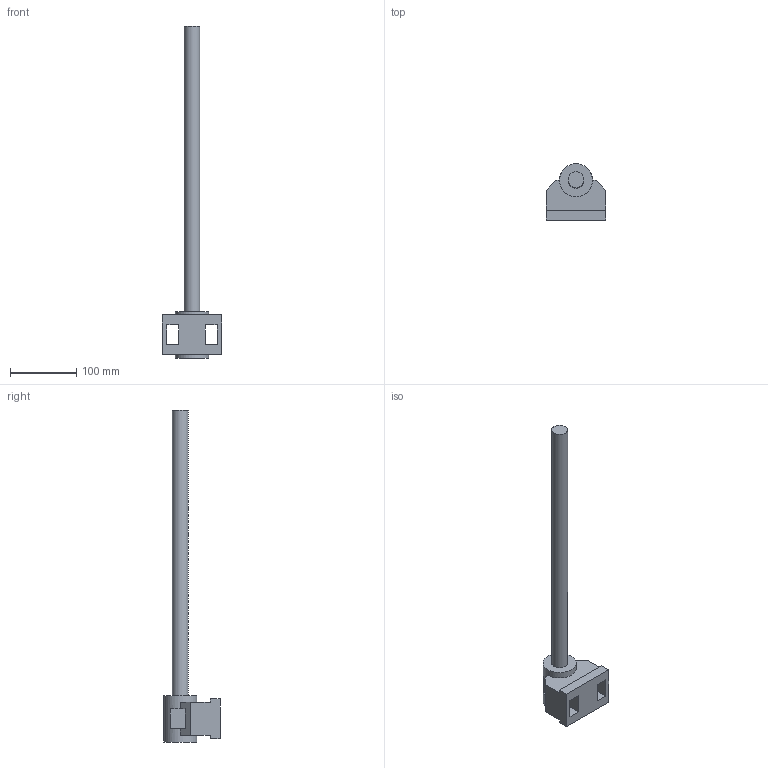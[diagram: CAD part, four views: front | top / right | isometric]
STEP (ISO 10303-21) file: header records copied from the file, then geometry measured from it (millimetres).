
FILE_DESCRIPTION(/* description */ (''),/* implementation_level */ '2;1');
FILE_NAME(/* name */ 'Detail_rode v1.step',/* time_stamp */ '2022-03-09T12:52:10+03:00',/* author */ (''),/* organization */ (''),/* preprocessor_version */ 'ST-DEVELOPER v18.1',/* originating_system */ 'Autodesk Translation Framework v10.13.0.1454',/* authorisation */ '');
FILE_SCHEMA (('AUTOMOTIVE_DESIGN { 1 0 10303 214 3 1 1 }'));
Length unit declared in the file: millimetre
Products named in the file (3): Detail_rode; Detail; Rod
Assembly tree (2 placements, depth 2):
  Detail_rode
    Detail
    Rod
Bounding box: 90 x 85 x 500 mm (x, y, z)
Volume: 489594.1 mm3; surface area: 85189.5 mm2
Topology: 2 solids, 2 shells, 30 faces, 82 edges, 54 vertices
Faces by surface type: plane 27, cylinder 3
Full cylindrical faces by diameter (mm): 24 x2, 50 x1
Entity records: 1039 total; most frequent: CARTESIAN_POINT 171, ORIENTED_EDGE 164, DIRECTION 164, EDGE_CURVE 82, LINE 70, VECTOR 70, VERTEX_POINT 54, AXIS2_PLACEMENT_3D 47
